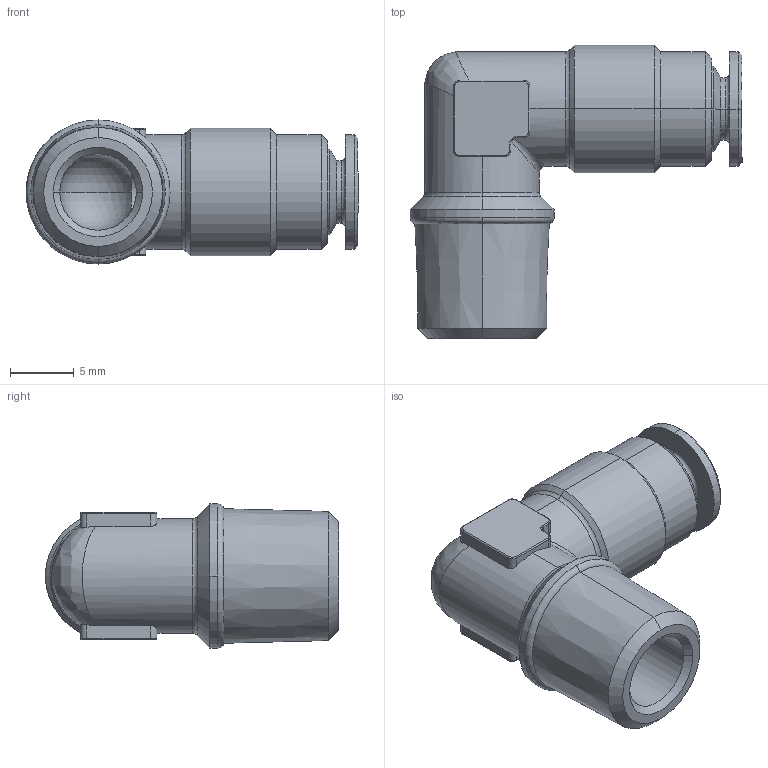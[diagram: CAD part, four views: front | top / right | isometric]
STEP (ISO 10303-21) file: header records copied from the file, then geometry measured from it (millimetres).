
FILE_DESCRIPTION (( 'STEP AP203' ), '1' );
FILE_NAME ('M0040610.STEP', '2010-08-04T11:55:47', ( '' ), ( 'sopra-pneumatic' ), 'SwSTEP 2.0', 'SolidWorks 2009', '' );
FILE_SCHEMA (( 'CONFIG_CONTROL_DESIGN' ));
Length unit declared in the file: millimetre
Products named in the file (1): M0040610
Bounding box: 26.04 x 23 x 11.3 mm (x, y, z)
Volume: 1965.8 mm3; surface area: 1963.1 mm2
Topology: 1 solids, 1 shells, 115 faces, 274 edges, 162 vertices
Faces by surface type: cylinder 46, cone 26, torus 20, plane 19, sphere 2, bspline 2
Entity records: 4015 total; most frequent: CARTESIAN_POINT 1258, DIRECTION 612, ORIENTED_EDGE 540, EDGE_CURVE 270, AXIS2_PLACEMENT_3D 254, VERTEX_POINT 160, CIRCLE 140, EDGE_LOOP 120
